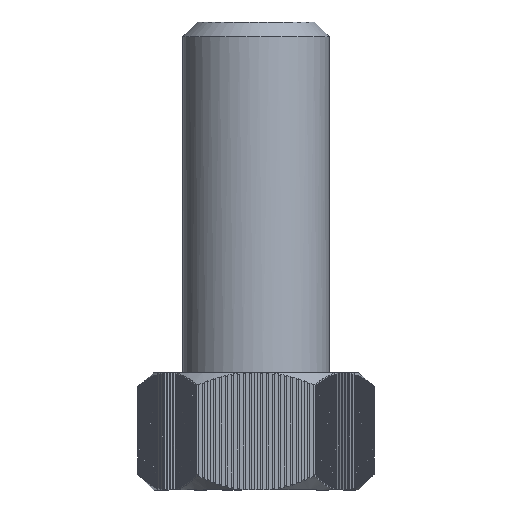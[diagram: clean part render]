
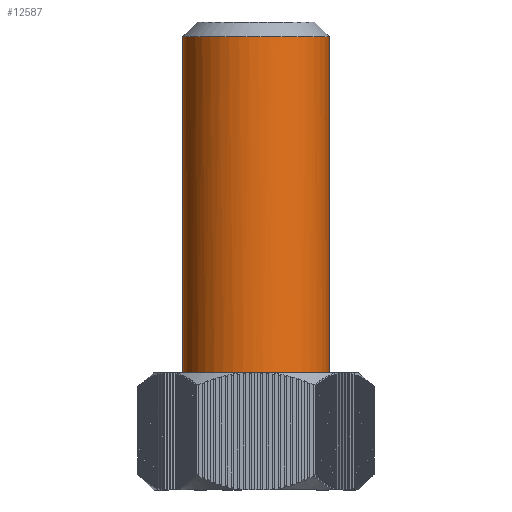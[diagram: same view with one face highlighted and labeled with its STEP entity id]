
A CAD part, front view. The second image highlights one B-rep face of the part: STEP entity #12587.
In plain terms, the highlighted free-form (B-spline) face has degree [2, 1] with [5, 2] control points.
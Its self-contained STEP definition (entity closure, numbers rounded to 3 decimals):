
#128 = VERTEX_POINT('',#129);
#129 = CARTESIAN_POINT('',(5.634,0.,-1.127));
#135 = VERTEX_POINT('',#136);
#136 = CARTESIAN_POINT('',(-5.634,0.,
    -1.127));
#164 = VERTEX_POINT('',#165);
#165 = CARTESIAN_POINT('',(5.634,0.,-27.044));
#166 = VERTEX_POINT('',#167);
#167 = CARTESIAN_POINT('',(-5.634,0.,
    -27.044));
#175 = EDGE_CURVE('',#166,#135,#176,.T.);
#176 = B_SPLINE_CURVE_WITH_KNOTS('',1,(#177,#178),.UNSPECIFIED.,.F.,.F.,
  (2,2),(-24.,-1.),.PIECEWISE_BEZIER_KNOTS.);
#177 = CARTESIAN_POINT('',(-5.634,0.,
    -27.044));
#178 = CARTESIAN_POINT('',(-5.634,0.,
    -1.127));
#181 = EDGE_CURVE('',#164,#128,#182,.T.);
#182 = B_SPLINE_CURVE_WITH_KNOTS('',1,(#183,#184),.UNSPECIFIED.,.F.,.F.,
  (2,2),(-24.,-1.),.PIECEWISE_BEZIER_KNOTS.);
#183 = CARTESIAN_POINT('',(5.634,0.,-27.044));
#184 = CARTESIAN_POINT('',(5.634,0.,-1.127));
#11829 = EDGE_CURVE('',#166,#164,#11830,.T.);
#11830 = ( BOUNDED_CURVE() B_SPLINE_CURVE(2,(#11831,#11832,#11833,#11834
,#11835),.UNSPECIFIED.,.F.,.F.) B_SPLINE_CURVE_WITH_KNOTS((3,2,3),(0.,
1.571,3.142),.PIECEWISE_BEZIER_KNOTS.) CURVE() 
GEOMETRIC_REPRESENTATION_ITEM() RATIONAL_B_SPLINE_CURVE((1.,
0.707,1.,0.707,1.)) REPRESENTATION_ITEM('') );
#11831 = CARTESIAN_POINT('',(-5.634,0.,-27.044));
#11832 = CARTESIAN_POINT('',(-5.634,-5.634,
    -27.044));
#11833 = CARTESIAN_POINT('',(0.,-5.634,
    -27.044));
#11834 = CARTESIAN_POINT('',(5.634,-5.634,
    -27.044));
#11835 = CARTESIAN_POINT('',(5.634,0.,
    -27.044));
#12587 = ADVANCED_FACE('',(#12588),#12601,.T.);
#12588 = FACE_BOUND('',#12589,.T.);
#12589 = EDGE_LOOP('',(#12590,#12591,#12592,#12593));
#12590 = ORIENTED_EDGE('',*,*,#175,.F.);
#12591 = ORIENTED_EDGE('',*,*,#11829,.T.);
#12592 = ORIENTED_EDGE('',*,*,#181,.T.);
#12593 = ORIENTED_EDGE('',*,*,#12594,.T.);
#12594 = EDGE_CURVE('',#128,#135,#12595,.T.);
#12595 = ( BOUNDED_CURVE() B_SPLINE_CURVE(2,(#12596,#12597,#12598,#12599
,#12600),.UNSPECIFIED.,.F.,.F.) B_SPLINE_CURVE_WITH_KNOTS((3,2,3),(0.,
1.571,3.142),.PIECEWISE_BEZIER_KNOTS.) CURVE() 
GEOMETRIC_REPRESENTATION_ITEM() RATIONAL_B_SPLINE_CURVE((1.,
0.707,1.,0.707,1.)) REPRESENTATION_ITEM('') );
#12596 = CARTESIAN_POINT('',(5.634,0.,-1.127));
#12597 = CARTESIAN_POINT('',(5.634,-5.634,
    -1.127));
#12598 = CARTESIAN_POINT('',(0.,-5.634,
    -1.127));
#12599 = CARTESIAN_POINT('',(-5.634,-5.634,
    -1.127));
#12600 = CARTESIAN_POINT('',(-5.634,0.,
    -1.127));
#12601 = ( BOUNDED_SURFACE() B_SPLINE_SURFACE(2,1,(
    (#12602,#12603)
    ,(#12604,#12605)
    ,(#12606,#12607)
    ,(#12608,#12609)
    ,(#12610,#12611
)),.UNSPECIFIED.,.F.,.F.,.F.) B_SPLINE_SURFACE_WITH_KNOTS((3,2,3),(2,2),
  (3.142,4.712,6.283),(-24.,-1.),
.PIECEWISE_BEZIER_KNOTS.) GEOMETRIC_REPRESENTATION_ITEM() 
RATIONAL_B_SPLINE_SURFACE((
    (1.,1.)
    ,(0.707,0.707)
    ,(1.,1.)
    ,(0.707,0.707)
,(1.,1.))) REPRESENTATION_ITEM('') SURFACE() );
#12602 = CARTESIAN_POINT('',(-5.634,0.,
    -27.044));
#12603 = CARTESIAN_POINT('',(-5.634,0.,
    -1.127));
#12604 = CARTESIAN_POINT('',(-5.634,-5.634,
    -27.044));
#12605 = CARTESIAN_POINT('',(-5.634,-5.634,
    -1.127));
#12606 = CARTESIAN_POINT('',(0.,-5.634,
    -27.044));
#12607 = CARTESIAN_POINT('',(0.,-5.634,
    -1.127));
#12608 = CARTESIAN_POINT('',(5.634,-5.634,
    -27.044));
#12609 = CARTESIAN_POINT('',(5.634,-5.634,
    -1.127));
#12610 = CARTESIAN_POINT('',(5.634,0.,
    -27.044));
#12611 = CARTESIAN_POINT('',(5.634,0.,
    -1.127));
